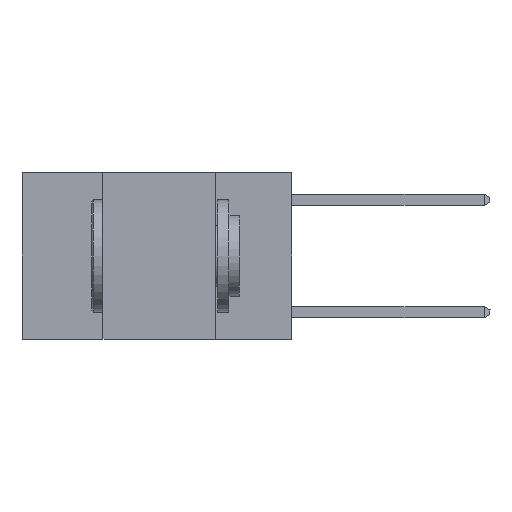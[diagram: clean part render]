
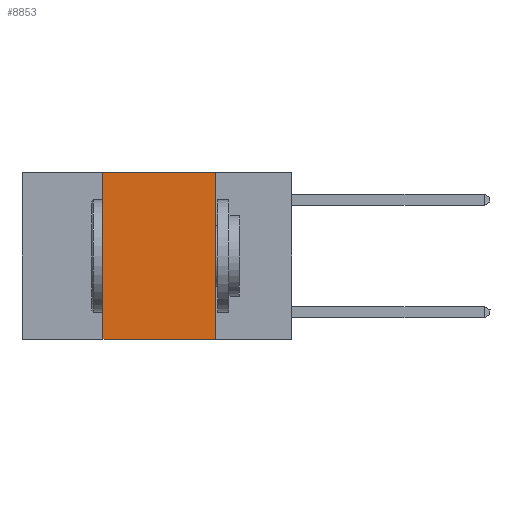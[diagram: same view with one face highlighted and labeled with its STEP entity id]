
A CAD part, left-side view. The second image highlights one B-rep face of the part: STEP entity #8853.
In plain terms, the highlighted planar face has unit normal (-1, 0, 0).
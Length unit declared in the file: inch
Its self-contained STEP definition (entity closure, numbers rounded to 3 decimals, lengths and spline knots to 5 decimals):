
#121 = LINE ( 'NONE', #5777, #12038 ) ;
#141 = DIRECTION ( 'NONE',  ( 0., -1., 0. ) ) ;
#913 = CARTESIAN_POINT ( 'NONE',  ( 0., 0.17, 0. ) ) ;
#1474 = ORIENTED_EDGE ( 'NONE', *, *, #3137, .F. ) ;
#1952 = DIRECTION ( 'NONE',  ( 0., -1., 0. ) ) ;
#1993 = CARTESIAN_POINT ( 'NONE',  ( 0., 0.6, 0. ) ) ;
#2576 = VERTEX_POINT ( 'NONE', #6081 ) ;
#2925 = DIRECTION ( 'NONE',  ( 0., 0., 1. ) ) ;
#3078 = CARTESIAN_POINT ( 'NONE',  ( 0., 0.6, 0. ) ) ;
#3137 = EDGE_CURVE ( 'NONE', #4504, #11525, #12012, .T. ) ;
#3875 = PLANE ( 'NONE',  #8453 ) ;
#4504 = VERTEX_POINT ( 'NONE', #5453 ) ;
#4645 = VECTOR ( 'NONE', #2925, 39.37008 ) ;
#4884 = DIRECTION ( 'NONE',  ( 1., 0., 0. ) ) ;
#5057 = VECTOR ( 'NONE', #141, 39.37008 ) ;
#5083 = EDGE_CURVE ( 'NONE', #4504, #2576, #7581, .T. ) ;
#5453 = CARTESIAN_POINT ( 'NONE',  ( 0., 0.42, -0.37 ) ) ;
#5777 = CARTESIAN_POINT ( 'NONE',  ( 0., 0.17, 0. ) ) ;
#6081 = CARTESIAN_POINT ( 'NONE',  ( 0., 0.17, -0.37 ) ) ;
#6369 = EDGE_CURVE ( 'NONE', #11525, #9444, #9772, .T. ) ;
#6717 = DIRECTION ( 'NONE',  ( 0., 0., -1. ) ) ;
#6723 = CARTESIAN_POINT ( 'NONE',  ( 0., 0.42, 0. ) ) ;
#7581 = LINE ( 'NONE', #8635, #9501 ) ;
#7589 = EDGE_CURVE ( 'NONE', #9444, #2576, #121, .T. ) ;
#8085 = FACE_OUTER_BOUND ( 'NONE', #8456, .T. ) ;
#8453 = AXIS2_PLACEMENT_3D ( 'NONE', #1993, #4884, #11356 ) ;
#8456 = EDGE_LOOP ( 'NONE', ( #10889, #10745, #1474, #9983 ) ) ;
#8635 = CARTESIAN_POINT ( 'NONE',  ( 0., 0.6, -0.37 ) ) ;
#8853 = ADVANCED_FACE ( 'NONE', ( #8085 ), #3875, .F. ) ;
#9444 = VERTEX_POINT ( 'NONE', #913 ) ;
#9501 = VECTOR ( 'NONE', #1952, 39.37008 ) ;
#9772 = LINE ( 'NONE', #3078, #5057 ) ;
#9983 = ORIENTED_EDGE ( 'NONE', *, *, #5083, .T. ) ;
#10745 = ORIENTED_EDGE ( 'NONE', *, *, #6369, .F. ) ;
#10889 = ORIENTED_EDGE ( 'NONE', *, *, #7589, .F. ) ;
#11353 = CARTESIAN_POINT ( 'NONE',  ( 0., 0.42, 0. ) ) ;
#11356 = DIRECTION ( 'NONE',  ( 0., 0., -1. ) ) ;
#11525 = VERTEX_POINT ( 'NONE', #6723 ) ;
#12012 = LINE ( 'NONE', #11353, #4645 ) ;
#12038 = VECTOR ( 'NONE', #6717, 39.37008 ) ;
